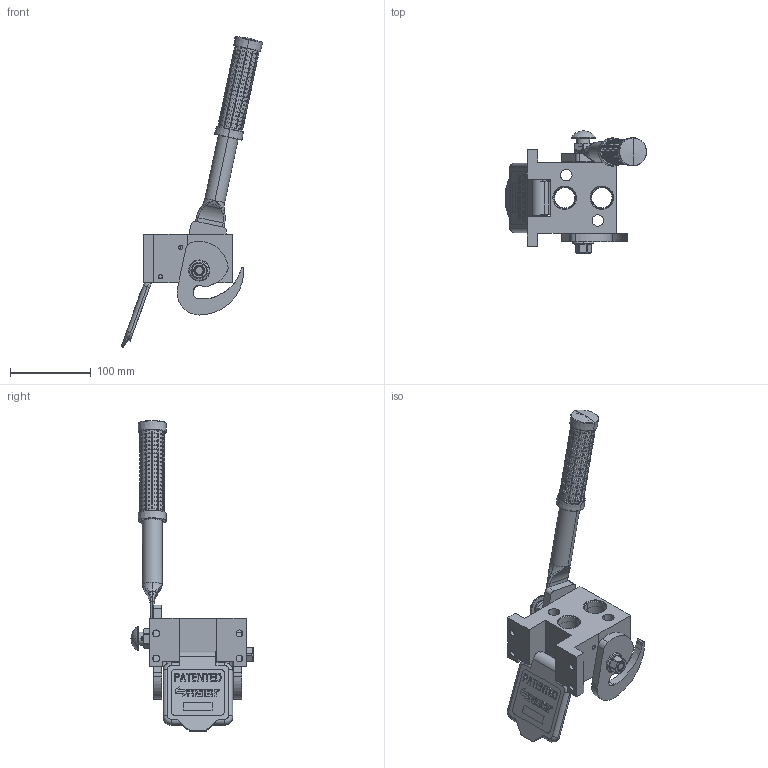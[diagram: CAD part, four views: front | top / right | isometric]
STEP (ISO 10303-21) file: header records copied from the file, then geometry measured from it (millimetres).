
FILE_DESCRIPTION (( 'STEP AP214' ), '1' );
FILE_NAME ('FASTER.step', '2022-08-25T12:04:34', ( '' ), ( '' ), 'SwSTEP 2.0', 'SolidWorks 2017', '' );
FILE_SCHEMA (( 'AUTOMOTIVE_DESIGN' ));
Length unit declared in the file: millimetre
Products named in the file (25): 4830_025_1000_000; 4830_001_0005_301; 4820_001_0001_004; 1540_080_0012_000; 4820_020_1000_021; 4850_024_0000_012; P208_F_BASE; 4830_025_2000_000; 4820_024_1001_000; 4830_001_0005_300; 4850_024_2000_011; FASTER; 4820_024_1001_000_ASM; or1_5x7_m; or2x18; 4820_024_1001_020; 0048_042_0412_000; et011; 4830_070_0000_001; 4830_022_0000_011; 4820_024_1001_010; 4820_024_1001_021; sicura_p5; 4830_025_0000_001; 4820_001_0004_000
Assembly tree (25 placements, depth 4):
  FASTER
    P208_F_BASE
      4820_020_1000_021
      4830_001_0005_301
      4830_001_0005_300
      4820_001_0001_004
      4820_001_0004_000
    4820_024_1001_000
      4820_024_1001_000_ASM
        4850_024_2000_011
        4820_024_1001_010
        4820_024_1001_021
      sicura_p5
        4830_025_0000_001
        or1_5x7_m
        0048_042_0412_000
      4830_025_1000_000
      4830_022_0000_011
      4820_024_1001_020
      1540_080_0012_000
      4830_025_2000_000
      4850_024_0000_012
      4830_070_0000_001
      or2x18  x2
    et011
Bounding box: 174.89 x 150.83 x 384.13 mm (x, y, z)
Volume: 176739.9 mm3; surface area: 216234.6 mm2
Topology: 25 solids, 35 shells, 3826 faces, 10217 edges, 6540 vertices
Faces by surface type: plane 1650, cylinder 1446, torus 372, bspline 200, cone 132, sphere 26
Entity records: 168369 total; most frequent: CARTESIAN_POINT 76782, ORIENTED_EDGE 20316, DIRECTION 16545, EDGE_CURVE 10172, VERTEX_POINT 6530, LINE 5905, VECTOR 5905, AXIS2_PLACEMENT_3D 5320
